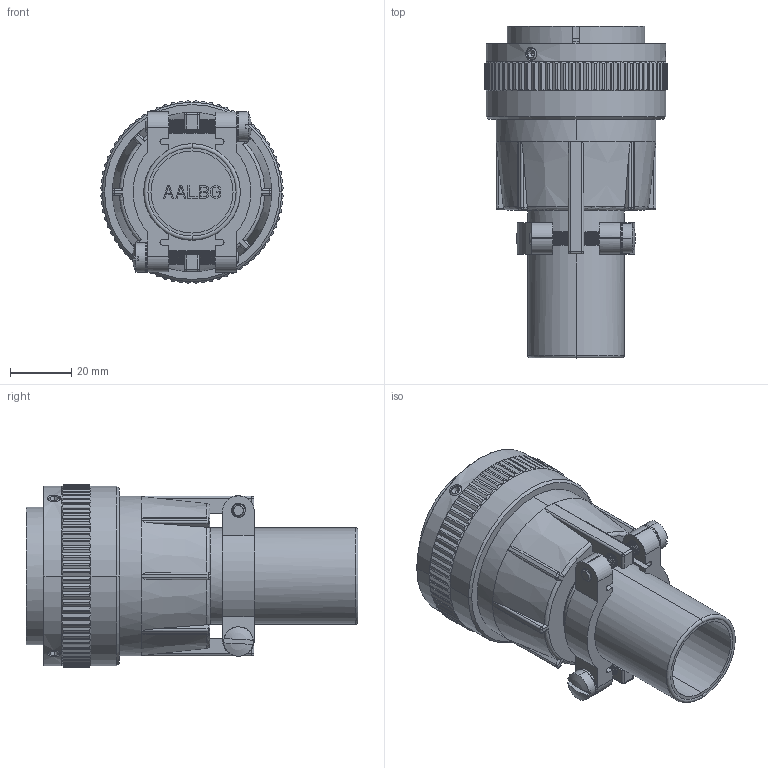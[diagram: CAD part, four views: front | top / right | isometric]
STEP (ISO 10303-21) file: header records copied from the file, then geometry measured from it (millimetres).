
FILE_DESCRIPTION((''),'2;1');
FILE_NAME('VG95234D-32_SW0001','2023-03-29T09:44:57',('paultorloting'),('NET AG system integration'),'CREO PARAMETRIC BY PTC INC, 2021404','CREO PARAMETRIC BY PTC INC, 2021404','');
FILE_SCHEMA(('AUTOMOTIVE_DESIGN { 1 0 10303 214 1 1 1 1 }'));
Length unit declared in the file: millimetre
Products named in the file (1): VG95234D-32_SW0001
Bounding box: 59.58 x 108.36 x 59.58 mm (x, y, z)
Volume: 135463.7 mm3; surface area: 36614.6 mm2
Topology: 1 solids, 1 shells, 1064 faces, 2982 edges, 1927 vertices
Faces by surface type: plane 539, cylinder 335, cone 86, bspline 68, torus 20, sphere 16
Entity records: 81144 total; most frequent: CARTESIAN_POINT 49513, ORIENTED_EDGE 5952, DIRECTION 4623, EDGE_CURVE 2976, VERTEX_POINT 1927, AXIS2_PLACEMENT_3D 1566, VECTOR 1488, LINE 1488
